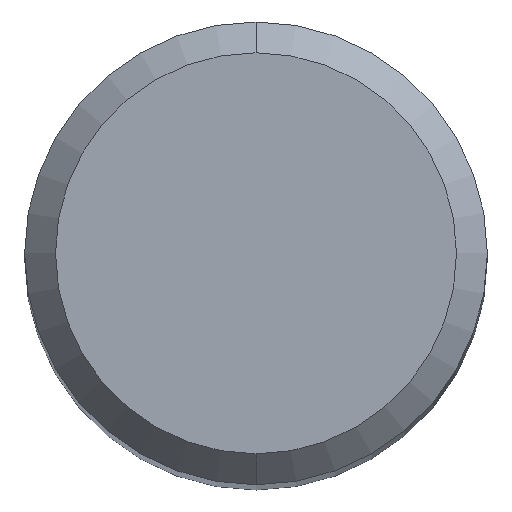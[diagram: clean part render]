
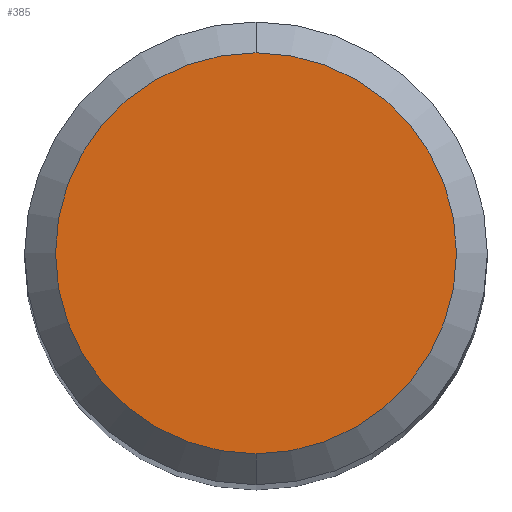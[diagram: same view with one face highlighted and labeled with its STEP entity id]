
A CAD part, top view. The second image highlights one B-rep face of the part: STEP entity #385.
In plain terms, the highlighted planar face has unit normal (0, 0, 1).
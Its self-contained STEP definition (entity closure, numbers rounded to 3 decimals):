
#179=VERTEX_POINT('',#486);
#191=EDGE_CURVE('',#179,#425,#499,.T.);
#205=EDGE_CURVE('',#425,#179,#514,.T.);
#385=ADVANCED_FACE('',(#713),#714,.T.);
#425=VERTEX_POINT('',#757);
#486=CARTESIAN_POINT('',(0.,-2.6,0.0));
#499=CIRCLE('',#829,2.6);
#514=CIRCLE('',#848,2.6);
#713=FACE_OUTER_BOUND('',#1272,.T.);
#714=PLANE('',#1273);
#757=CARTESIAN_POINT('',(0.0,2.6,0.0));
#829=AXIS2_PLACEMENT_3D('',#1453,#1454,#1455);
#848=AXIS2_PLACEMENT_3D('',#1473,#1474,#1475);
#1272=EDGE_LOOP('',(#1704,#1705));
#1273=AXIS2_PLACEMENT_3D('',#1706,#1707,#1708);
#1453=CARTESIAN_POINT('',(0.0,0.0,0.0));
#1454=DIRECTION('',(0.0,0.0,-1.0));
#1455=DIRECTION('',(0.0,1.0,0.0));
#1473=CARTESIAN_POINT('',(0.0,0.0,0.0));
#1474=DIRECTION('',(0.0,0.0,-1.0));
#1475=DIRECTION('',(0.0,1.0,0.0));
#1704=ORIENTED_EDGE('',*,*,#205,.F.);
#1705=ORIENTED_EDGE('',*,*,#191,.F.);
#1706=CARTESIAN_POINT('',(0.0,1.3,0.0));
#1707=DIRECTION('',(-0.0,0.0,1.0));
#1708=DIRECTION('',(0.0,-1.0,0.0));
